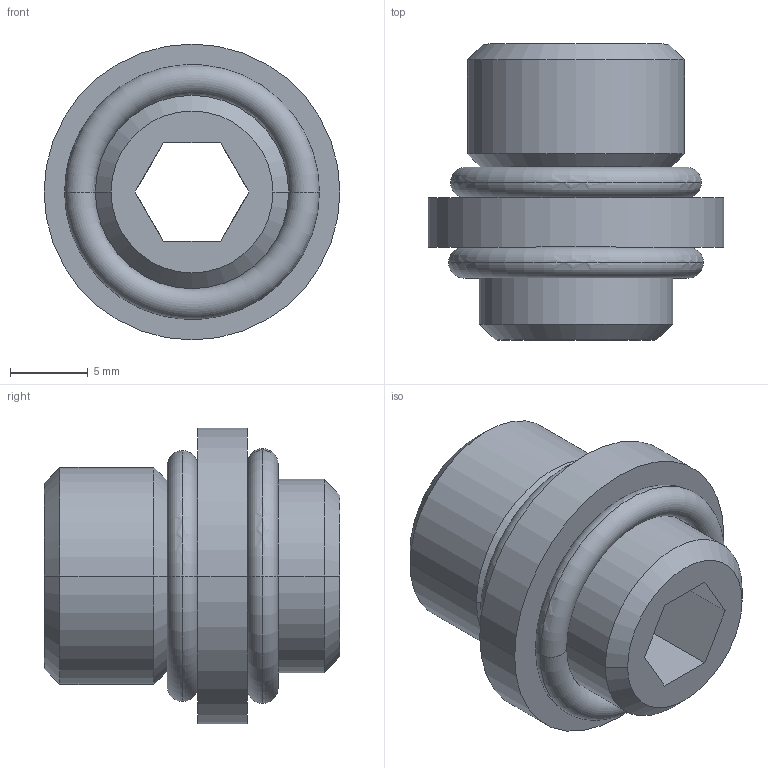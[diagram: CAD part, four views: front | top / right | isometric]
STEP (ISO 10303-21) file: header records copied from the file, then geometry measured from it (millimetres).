
FILE_DESCRIPTION((''),'2;1');
FILE_NAME('ILC30871160','2005-07-25T',('KR'),(''),'PRO/ENGINEER BY PARAMETRIC TECHNOLOGY CORPORATION, 2004290','PRO/ENGINEER BY PARAMETRIC TECHNOLOGY CORPORATION, 2004290','');
FILE_SCHEMA(('AUTOMOTIVE_DESIGN_CC2 { 1 2 10303 214 -1 1 5 2 }'));
Length unit declared in the file: inch
Products named in the file (1): ILC30871160
Bounding box: 19.05 x 19.05 x 19.05 mm (x, y, z)
Volume: 2642.7 mm3; surface area: 2285.8 mm2
Topology: 1 solids, 1 shells, 40 faces, 86 edges, 46 vertices
Faces by surface type: torus 12, plane 10, cylinder 10, cone 8
Entity records: 1420 total; most frequent: CARTESIAN_POINT 366, DIRECTION 196, ORIENTED_EDGE 172, COLOUR_RGB 105, EDGE_CURVE 86, AXIS2_PLACEMENT_3D 82, VERTEX_POINT 46, EDGE_LOOP 44
